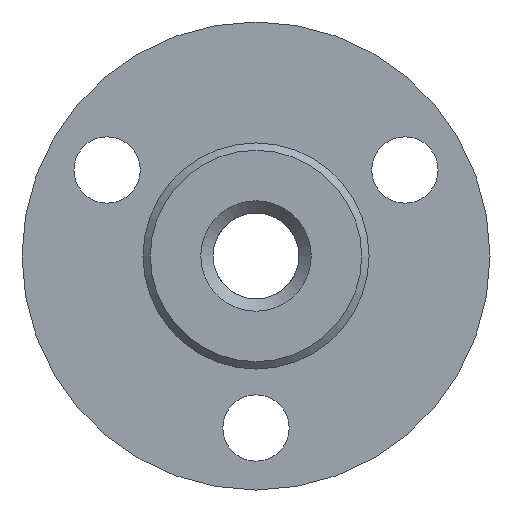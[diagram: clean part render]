
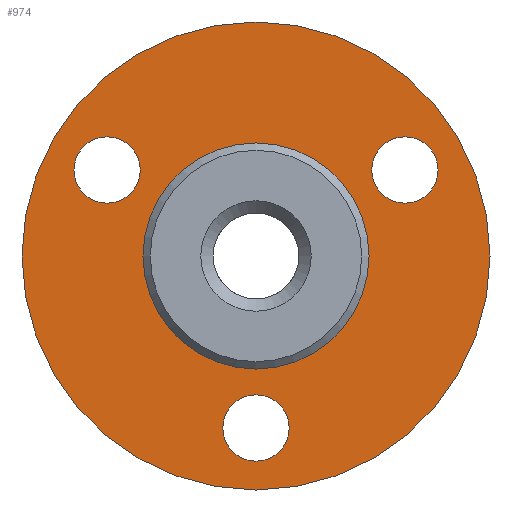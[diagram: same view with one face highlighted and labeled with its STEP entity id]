
A CAD part, front view. The second image highlights one B-rep face of the part: STEP entity #974.
In plain terms, the highlighted planar face has unit normal (0, -1, 0).
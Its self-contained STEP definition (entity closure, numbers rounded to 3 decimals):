
#156=CARTESIAN_POINT('',(9.525,2.0,0.));
#157=VERTEX_POINT('',#156);
#158=CARTESIAN_POINT('',(0.0,2.0,0.0));
#159=DIRECTION('',(0.0,-1.0,0.0));
#160=DIRECTION('',(-1.0,0.0,0.0));
#161=AXIS2_PLACEMENT_3D('',#158,#159,#160);
#162=CIRCLE('',#161,9.525);
#163=EDGE_CURVE('',#157,#157,#162,.T.);
#894=CARTESIAN_POINT('',(7.412,2.0,3.5));
#895=VERTEX_POINT('',#894);
#896=CARTESIAN_POINT('',(6.062,2.,3.5));
#897=DIRECTION('',(0.0,1.0,0.0));
#898=DIRECTION('',(1.0,0.0,0.0));
#899=AXIS2_PLACEMENT_3D('',#896,#897,#898);
#900=CIRCLE('',#899,1.35);
#901=EDGE_CURVE('',#895,#895,#900,.T.);
#914=CARTESIAN_POINT('',(1.35,2.0,-7.));
#915=VERTEX_POINT('',#914);
#916=CARTESIAN_POINT('',(0.,2.,-7.));
#917=DIRECTION('',(0.0,1.0,0.0));
#918=DIRECTION('',(1.0,0.0,0.0));
#919=AXIS2_PLACEMENT_3D('',#916,#917,#918);
#920=CIRCLE('',#919,1.35);
#921=EDGE_CURVE('',#915,#915,#920,.T.);
#934=CARTESIAN_POINT('',(-4.712,2.0,3.5));
#935=VERTEX_POINT('',#934);
#936=CARTESIAN_POINT('',(-6.062,2.,3.5));
#937=DIRECTION('',(0.0,1.0,0.0));
#938=DIRECTION('',(1.0,0.0,0.0));
#939=AXIS2_PLACEMENT_3D('',#936,#937,#938);
#940=CIRCLE('',#939,1.35);
#941=EDGE_CURVE('',#935,#935,#940,.T.);
#946=CARTESIAN_POINT('',(0.,2.0,0.));
#947=DIRECTION('',(0.0,1.0,0.0));
#948=DIRECTION('',(0.0,0.0,1.0));
#949=AXIS2_PLACEMENT_3D('',#946,#947,#948);
#950=PLANE('',#949);
#951=ORIENTED_EDGE('',*,*,#163,.T.);
#952=EDGE_LOOP('',(#951));
#953=FACE_OUTER_BOUND('',#952,.T.);
#954=ORIENTED_EDGE('',*,*,#901,.T.);
#955=EDGE_LOOP('',(#954));
#956=FACE_BOUND('',#955,.T.);
#957=ORIENTED_EDGE('',*,*,#921,.T.);
#958=EDGE_LOOP('',(#957));
#959=FACE_BOUND('',#958,.T.);
#960=ORIENTED_EDGE('',*,*,#941,.T.);
#961=EDGE_LOOP('',(#960));
#962=FACE_BOUND('',#961,.T.);
#963=CARTESIAN_POINT('',(-4.6,2.0,0.));
#964=VERTEX_POINT('',#963);
#965=CARTESIAN_POINT('',(0.0,2.0,0.0));
#966=DIRECTION('',(0.0,1.0,0.0));
#967=DIRECTION('',(1.0,0.0,0.0));
#968=AXIS2_PLACEMENT_3D('',#965,#966,#967);
#969=CIRCLE('',#968,4.6);
#970=EDGE_CURVE('',#964,#964,#969,.T.);
#971=ORIENTED_EDGE('',*,*,#970,.T.);
#972=EDGE_LOOP('',(#971));
#973=FACE_BOUND('',#972,.T.);
#974=ADVANCED_FACE('',(#953,#956,#959,#962,#973),#950,.F.);
